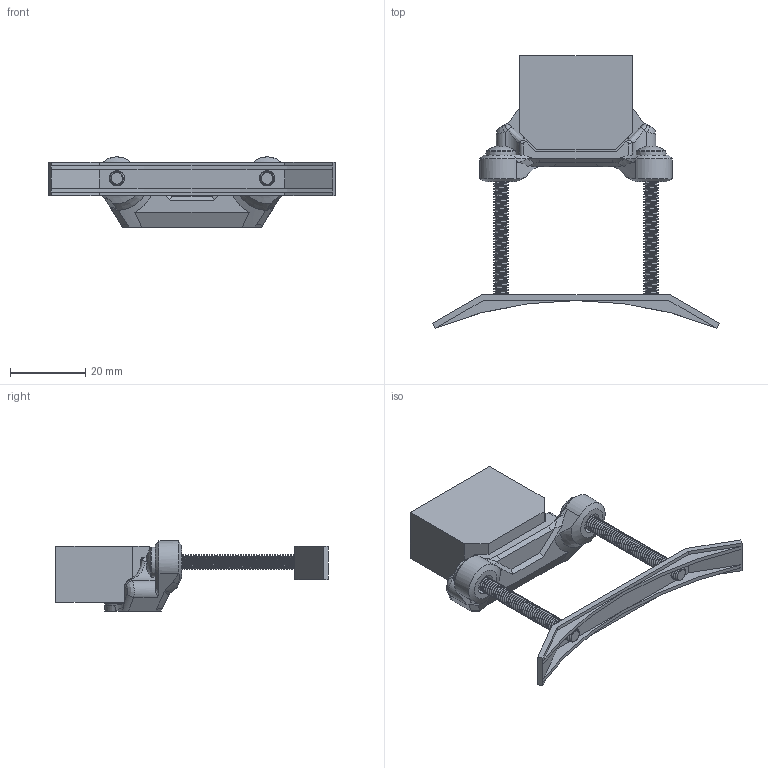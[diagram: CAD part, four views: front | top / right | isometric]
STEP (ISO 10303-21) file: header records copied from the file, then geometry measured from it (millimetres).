
FILE_DESCRIPTION(/* description */ (''),/* implementation_level */ '2;1');
FILE_NAME(/* name */ 'bumper.step',/* time_stamp */ '2025-12-11T23:45:18-06:00',/* author */ (''),/* organization */ (''),/* preprocessor_version */ 'ST-DEVELOPER v20.1',/* originating_system */ 'Autodesk Translation Framework v14.21.0.0',/* authorisation */ '');
FILE_SCHEMA (('AUTOMOTIVE_DESIGN { 1 0 10303 214 3 1 1 }'));
Length unit declared in the file: millimetre
Products named in the file (2): Untitled; 92000A242_Passivated 18-8 Stainless Steel Pan Head Phillips Screws
Assembly tree (2 placements, depth 2):
  Untitled
    92000A242_Passivated 18-8 Stainless Steel Pan Head Phillips Screws  x2
Bounding box: 76.48 x 72.59 x 18.69 mm (x, y, z)
Volume: 17812.6 mm3; surface area: 10172.6 mm2
Topology: 5 solids, 5 shells, 475 faces, 1339 edges, 878 vertices
Faces by surface type: cylinder 277, plane 92, bspline 70, cone 30, torus 4, sphere 2
Full cylindrical faces by diameter (mm): 3.091 x110, 4 x110, 5.3 x1, 5.4 x2
Entity records: 19554 total; most frequent: CARTESIAN_POINT 12576, ORIENTED_EDGE 1690, DIRECTION 1148, EDGE_CURVE 845, VERTEX_POINT 551, AXIS2_PLACEMENT_3D 425, EDGE_LOOP 316, FACE_OUTER_BOUND 304
